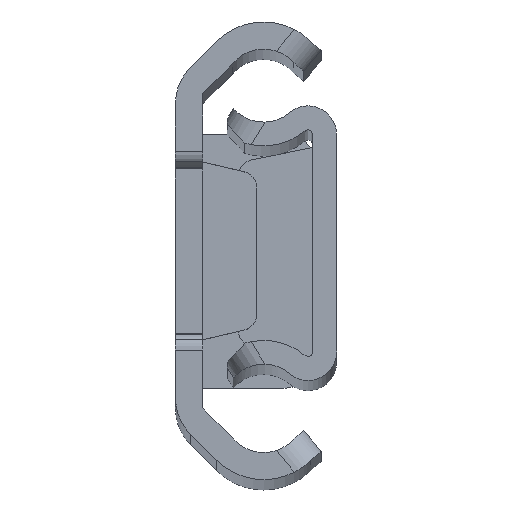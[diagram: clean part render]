
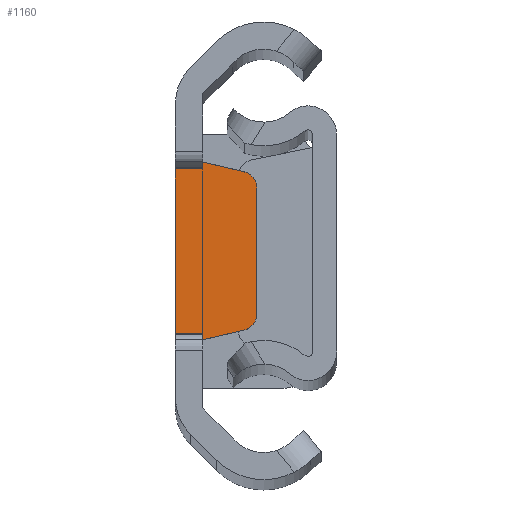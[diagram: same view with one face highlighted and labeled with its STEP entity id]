
A CAD part, top view. The second image highlights one B-rep face of the part: STEP entity #1160.
In plain terms, the highlighted planar face has unit normal (0, 0, 1).
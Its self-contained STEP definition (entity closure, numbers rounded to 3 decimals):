
#297 = VECTOR ( 'NONE', #361, 1000. ) ;
#309 = EDGE_CURVE ( 'NONE', #1734, #4229, #2443, .T. ) ;
#313 = ORIENTED_EDGE ( 'NONE', *, *, #309, .T. ) ;
#361 = DIRECTION ( 'NONE',  ( 1., 0., 0. ) ) ;
#380 = EDGE_CURVE ( 'NONE', #1650, #1551, #1521, .T. ) ;
#418 = EDGE_CURVE ( 'NONE', #652, #3323, #4178, .T. ) ;
#526 = CARTESIAN_POINT ( 'NONE',  ( 1.6, -5.25, -2.4 ) ) ;
#569 = CARTESIAN_POINT ( 'NONE',  ( 4.028, 4.681, -2.4 ) ) ;
#621 = CARTESIAN_POINT ( 'NONE',  ( 4.028, -4.681, -2.4 ) ) ;
#652 = VERTEX_POINT ( 'NONE', #3537 ) ;
#697 = CARTESIAN_POINT ( 'NONE',  ( 4.8, 0., -2.4 ) ) ;
#705 = DIRECTION ( 'NONE',  ( -1., 0., 0. ) ) ;
#734 = VECTOR ( 'NONE', #2091, 1000. ) ;
#786 = DIRECTION ( 'NONE',  ( -0.974, 0.228, 0. ) ) ;
#807 = VERTEX_POINT ( 'NONE', #2895 ) ;
#848 = VERTEX_POINT ( 'NONE', #2968 ) ;
#891 = ORIENTED_EDGE ( 'NONE', *, *, #1537, .T. ) ;
#917 = ORIENTED_EDGE ( 'NONE', *, *, #2750, .T. ) ;
#957 = ORIENTED_EDGE ( 'NONE', *, *, #380, .F. ) ;
#1160 = ADVANCED_FACE ( 'NONE', ( #3194 ), #3915, .F. ) ;
#1241 = AXIS2_PLACEMENT_3D ( 'NONE', #3372, #4076, #4025 ) ;
#1247 = ORIENTED_EDGE ( 'NONE', *, *, #3609, .F. ) ;
#1248 = LINE ( 'NONE', #3308, #2029 ) ;
#1261 = AXIS2_PLACEMENT_3D ( 'NONE', #1764, #3567, #705 ) ;
#1402 = LINE ( 'NONE', #697, #3932 ) ;
#1521 = LINE ( 'NONE', #3961, #4327 ) ;
#1537 = EDGE_CURVE ( 'NONE', #3323, #1551, #2152, .T. ) ;
#1551 = VERTEX_POINT ( 'NONE', #2521 ) ;
#1650 = VERTEX_POINT ( 'NONE', #4016 ) ;
#1734 = VERTEX_POINT ( 'NONE', #526 ) ;
#1764 = CARTESIAN_POINT ( 'NONE',  ( -0.001, 5.25, -2.4 ) ) ;
#1848 = DIRECTION ( 'NONE',  ( 0., 1., 0. ) ) ;
#1913 = ORIENTED_EDGE ( 'NONE', *, *, #418, .T. ) ;
#2029 = VECTOR ( 'NONE', #2673, 1000. ) ;
#2091 = DIRECTION ( 'NONE',  ( 0.974, 0.228, 0. ) ) ;
#2152 = LINE ( 'NONE', #3661, #3030 ) ;
#2443 = LINE ( 'NONE', #3195, #734 ) ;
#2464 = EDGE_LOOP ( 'NONE', ( #313, #917, #3307, #1913, #891, #957, #1247, #3246 ) ) ;
#2521 = CARTESIAN_POINT ( 'NONE',  ( 1.6, 5.25, -2.4 ) ) ;
#2673 = DIRECTION ( 'NONE',  ( 0., 1., 0. ) ) ;
#2749 = AXIS2_PLACEMENT_3D ( 'NONE', #4408, #4359, #4028 ) ;
#2750 = EDGE_CURVE ( 'NONE', #4229, #848, #3334, .T. ) ;
#2895 = CARTESIAN_POINT ( 'NONE',  ( 0., -5.25, -2.4 ) ) ;
#2951 = DIRECTION ( 'NONE',  ( 1., 0., 0. ) ) ;
#2968 = CARTESIAN_POINT ( 'NONE',  ( 4.8, -3.707, -2.4 ) ) ;
#3030 = VECTOR ( 'NONE', #786, 1000. ) ;
#3063 = EDGE_CURVE ( 'NONE', #848, #652, #1402, .T. ) ;
#3194 = FACE_OUTER_BOUND ( 'NONE', #2464, .T. ) ;
#3195 = CARTESIAN_POINT ( 'NONE',  ( 1.6, -5.25, -2.4 ) ) ;
#3246 = ORIENTED_EDGE ( 'NONE', *, *, #3897, .T. ) ;
#3247 = CARTESIAN_POINT ( 'NONE',  ( -0.001, -5.25, -2.4 ) ) ;
#3307 = ORIENTED_EDGE ( 'NONE', *, *, #3063, .T. ) ;
#3308 = CARTESIAN_POINT ( 'NONE',  ( 0., 5.25, -2.4 ) ) ;
#3316 = LINE ( 'NONE', #3247, #297 ) ;
#3323 = VERTEX_POINT ( 'NONE', #569 ) ;
#3334 = CIRCLE ( 'NONE', #1241, 1. ) ;
#3372 = CARTESIAN_POINT ( 'NONE',  ( 3.8, -3.707, -2.4 ) ) ;
#3537 = CARTESIAN_POINT ( 'NONE',  ( 4.8, 3.707, -2.4 ) ) ;
#3567 = DIRECTION ( 'NONE',  ( 0., 0., -1. ) ) ;
#3609 = EDGE_CURVE ( 'NONE', #807, #1650, #1248, .T. ) ;
#3661 = CARTESIAN_POINT ( 'NONE',  ( 1.6, 5.25, -2.4 ) ) ;
#3897 = EDGE_CURVE ( 'NONE', #807, #1734, #3316, .T. ) ;
#3915 = PLANE ( 'NONE',  #1261 ) ;
#3932 = VECTOR ( 'NONE', #1848, 1000. ) ;
#3961 = CARTESIAN_POINT ( 'NONE',  ( -0.001, 5.25, -2.4 ) ) ;
#4016 = CARTESIAN_POINT ( 'NONE',  ( 0., 5.25, -2.4 ) ) ;
#4025 = DIRECTION ( 'NONE',  ( -1., 0., 0. ) ) ;
#4028 = DIRECTION ( 'NONE',  ( -1., 0., 0. ) ) ;
#4076 = DIRECTION ( 'NONE',  ( 0., 0., 1. ) ) ;
#4178 = CIRCLE ( 'NONE', #2749, 1. ) ;
#4229 = VERTEX_POINT ( 'NONE', #621 ) ;
#4327 = VECTOR ( 'NONE', #2951, 1000. ) ;
#4359 = DIRECTION ( 'NONE',  ( 0., 0., 1. ) ) ;
#4408 = CARTESIAN_POINT ( 'NONE',  ( 3.8, 3.707, -2.4 ) ) ;
